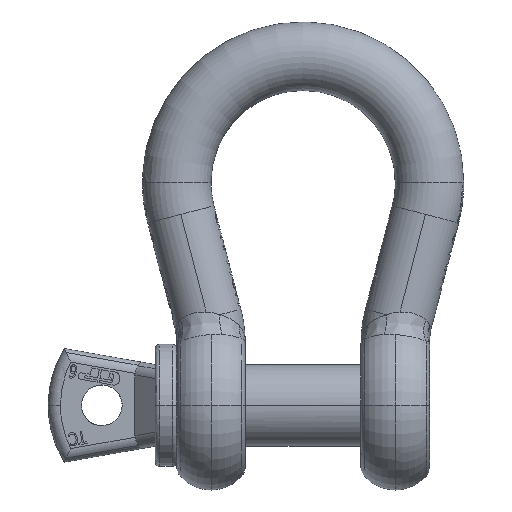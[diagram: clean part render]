
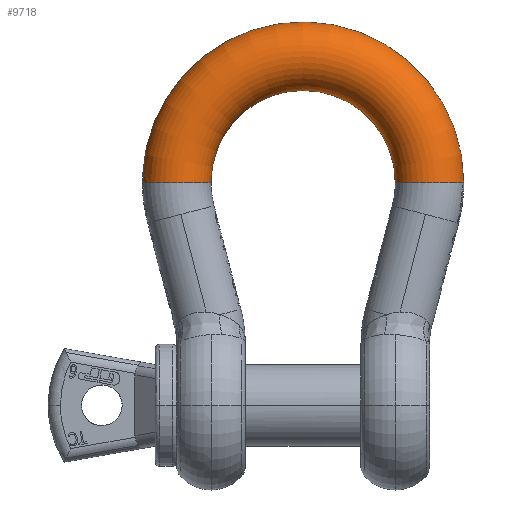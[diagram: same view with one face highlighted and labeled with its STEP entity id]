
A CAD part, top view. The second image highlights one B-rep face of the part: STEP entity #9718.
In plain terms, the highlighted toroidal (fillet/blend) face has major radius 29.5 mm and minor radius 8 mm.
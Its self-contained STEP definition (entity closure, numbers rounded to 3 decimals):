
#4356=AXIS2_PLACEMENT_3D('Circle Axis2P3D',#4354,#4355,$) ;
#9644=AXIS2_PLACEMENT_3D('Torus Axis2P3D',#9641,#9642,#9643) ;
#9648=AXIS2_PLACEMENT_3D('Circle Axis2P3D',#9646,#9647,$) ;
#9657=AXIS2_PLACEMENT_3D('Circle Axis2P3D',#9655,#9656,$) ;
#9662=AXIS2_PLACEMENT_3D('Circle Axis2P3D',#9660,#9661,$) ;
#9677=AXIS2_PLACEMENT_3D('Circle Axis2P3D',#9675,#9676,$) ;
#4351=CARTESIAN_POINT('Vertex',(37.5,52.,0.)) ;
#4354=CARTESIAN_POINT('Axis2P3D Location',(29.5,52.,0.)) ;
#4358=CARTESIAN_POINT('Vertex',(21.5,52.,0.)) ;
#9641=CARTESIAN_POINT('Axis2P3D Location',(0.,52.,0.)) ;
#9646=CARTESIAN_POINT('Axis2P3D Location',(-29.5,52.,0.)) ;
#9650=CARTESIAN_POINT('Vertex',(-37.358,52.,1.5)) ;
#9652=CARTESIAN_POINT('Vertex',(-21.5,52.,0.)) ;
#9655=CARTESIAN_POINT('Axis2P3D Location',(0.,52.,0.)) ;
#9660=CARTESIAN_POINT('Axis2P3D Location',(0.,52.,0.)) ;
#9664=CARTESIAN_POINT('Vertex',(-37.447,54.,0.)) ;
#9668=CARTESIAN_POINT('Control Point',(-37.447,54.,0.)) ;
#9669=CARTESIAN_POINT('Control Point',(-37.447,54.,0.088)) ;
#9670=CARTESIAN_POINT('Control Point',(-37.445,54.,0.176)) ;
#9671=CARTESIAN_POINT('Control Point',(-37.442,54.,0.265)) ;
#9672=CARTESIAN_POINT('Vertex',(-37.442,54.,0.265)) ;
#9675=CARTESIAN_POINT('Axis2P3D Location',(0.,52.,0.265)) ;
#9679=CARTESIAN_POINT('Vertex',(-37.496,52.048,0.265)) ;
#9683=CARTESIAN_POINT('Control Point',(-37.496,52.048,0.265)) ;
#9684=CARTESIAN_POINT('Control Point',(-37.478,52.121,0.8)) ;
#9685=CARTESIAN_POINT('Control Point',(-37.417,52.375,1.308)) ;
#9686=CARTESIAN_POINT('Control Point',(-37.311,52.814,1.744)) ;
#9687=CARTESIAN_POINT('Control Point',(-37.232,53.403,1.97)) ;
#9688=CARTESIAN_POINT('Control Point',(-37.2,54.,1.97)) ;
#9689=CARTESIAN_POINT('Vertex',(-37.2,54.,1.97)) ;
#9693=CARTESIAN_POINT('Control Point',(-37.2,54.,1.97)) ;
#9694=CARTESIAN_POINT('Control Point',(-37.154,54.,2.149)) ;
#9695=CARTESIAN_POINT('Control Point',(-37.103,54.,2.326)) ;
#9696=CARTESIAN_POINT('Control Point',(-37.045,54.,2.5)) ;
#9697=CARTESIAN_POINT('Vertex',(-37.045,54.,2.5)) ;
#9701=CARTESIAN_POINT('Control Point',(-37.045,54.,2.5)) ;
#9702=CARTESIAN_POINT('Control Point',(-37.078,53.4,2.5)) ;
#9703=CARTESIAN_POINT('Control Point',(-37.164,52.804,2.304)) ;
#9704=CARTESIAN_POINT('Control Point',(-37.273,52.333,1.944)) ;
#9705=CARTESIAN_POINT('Control Point',(-37.358,52.,1.5)) ;
#4355=DIRECTION('Axis2P3D Direction',(0.,1.,0.)) ;
#9642=DIRECTION('Axis2P3D Direction',(0.,0.,-1.)) ;
#9643=DIRECTION('Axis2P3D XDirection',(-1.,0.,0.)) ;
#9647=DIRECTION('Axis2P3D Direction',(0.,-1.,0.)) ;
#9656=DIRECTION('Axis2P3D Direction',(0.,0.,-1.)) ;
#9661=DIRECTION('Axis2P3D Direction',(0.,0.,-1.)) ;
#9676=DIRECTION('Axis2P3D Direction',(0.,0.,-1.)) ;
#9708=ORIENTED_EDGE('',*,*,#9654,.T.) ;
#9709=ORIENTED_EDGE('',*,*,#9659,.F.) ;
#9710=ORIENTED_EDGE('',*,*,#4360,.T.) ;
#9711=ORIENTED_EDGE('',*,*,#9666,.F.) ;
#9712=ORIENTED_EDGE('',*,*,#9674,.T.) ;
#9713=ORIENTED_EDGE('',*,*,#9681,.T.) ;
#9714=ORIENTED_EDGE('',*,*,#9691,.T.) ;
#9715=ORIENTED_EDGE('',*,*,#9699,.T.) ;
#9716=ORIENTED_EDGE('',*,*,#9706,.T.) ;
#9718=ADVANCED_FACE('',(#9717),#9645,.T.) ;
#9667=B_SPLINE_CURVE_WITH_KNOTS('',3,(#9668,#9669,#9670,#9671),.UNSPECIFIED.,.F.,.U.,(4,4),(0.,0.375),.UNSPECIFIED.) ;
#9682=B_SPLINE_CURVE_WITH_KNOTS('',5,(#9683,#9684,#9685,#9686,#9687,#9688),.UNSPECIFIED.,.F.,.U.,(6,6),(0.,3.82),.UNSPECIFIED.) ;
#9692=B_SPLINE_CURVE_WITH_KNOTS('',3,(#9693,#9694,#9695,#9696),.UNSPECIFIED.,.F.,.U.,(4,4),(0.,0.781),.UNSPECIFIED.) ;
#9700=B_SPLINE_CURVE_WITH_KNOTS('',4,(#9701,#9702,#9703,#9704,#9705),.UNSPECIFIED.,.F.,.U.,(5,5),(0.,3.075),.UNSPECIFIED.) ;
#4357=CIRCLE('generated circle',#4356,8.) ;
#9649=CIRCLE('generated circle',#9648,8.) ;
#9658=CIRCLE('generated circle',#9657,21.5) ;
#9663=CIRCLE('generated circle',#9662,37.5) ;
#9678=CIRCLE('generated circle',#9677,37.496) ;
#9645=TOROIDAL_SURFACE('homeo Torus',#9644,29.5,8.) ;
#4360=EDGE_CURVE('',#4359,#4352,#4357,.T.) ;
#9654=EDGE_CURVE('',#9651,#9653,#9649,.F.) ;
#9659=EDGE_CURVE('',#4359,#9653,#9658,.F.) ;
#9666=EDGE_CURVE('',#9665,#4352,#9663,.T.) ;
#9674=EDGE_CURVE('',#9665,#9673,#9667,.T.) ;
#9681=EDGE_CURVE('',#9673,#9680,#9678,.F.) ;
#9691=EDGE_CURVE('',#9680,#9690,#9682,.T.) ;
#9699=EDGE_CURVE('',#9690,#9698,#9692,.T.) ;
#9706=EDGE_CURVE('',#9698,#9651,#9700,.T.) ;
#9707=EDGE_LOOP('',(#9708,#9709,#9710,#9711,#9712,#9713,#9714,#9715,#9716)) ;
#9717=FACE_OUTER_BOUND('',#9707,.T.) ;
#4352=VERTEX_POINT('',#4351) ;
#4359=VERTEX_POINT('',#4358) ;
#9651=VERTEX_POINT('',#9650) ;
#9653=VERTEX_POINT('',#9652) ;
#9665=VERTEX_POINT('',#9664) ;
#9673=VERTEX_POINT('',#9672) ;
#9680=VERTEX_POINT('',#9679) ;
#9690=VERTEX_POINT('',#9689) ;
#9698=VERTEX_POINT('',#9697) ;
